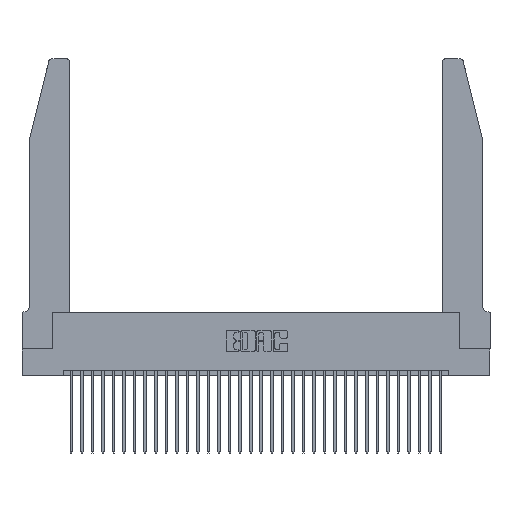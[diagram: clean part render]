
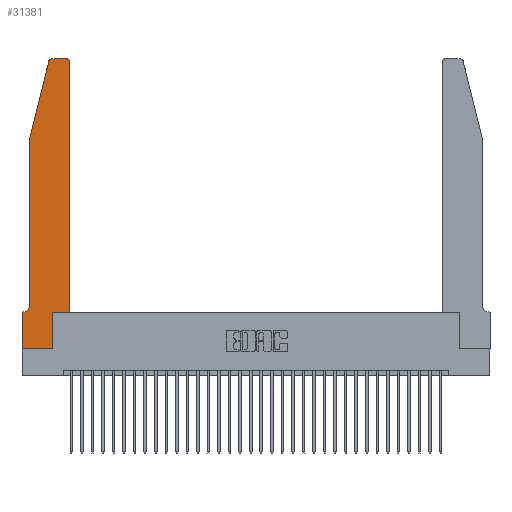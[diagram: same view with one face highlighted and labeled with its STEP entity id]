
A CAD part, top view. The second image highlights one B-rep face of the part: STEP entity #31381.
In plain terms, the highlighted planar face has unit normal (0, 0, 1).
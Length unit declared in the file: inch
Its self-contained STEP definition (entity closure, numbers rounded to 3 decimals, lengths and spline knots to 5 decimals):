
#515 = EDGE_CURVE ( 'NONE', #880, #32704, #26937, .T. ) ;
#756 = DIRECTION ( 'NONE',  ( -1., 0., 0. ) ) ;
#880 = VERTEX_POINT ( 'NONE', #23614 ) ;
#1343 = VERTEX_POINT ( 'NONE', #2808 ) ;
#1723 = VECTOR ( 'NONE', #6486, 39.37008 ) ;
#1843 = ORIENTED_EDGE ( 'NONE', *, *, #10342, .T. ) ;
#2079 = CARTESIAN_POINT ( 'NONE',  ( 0.4205, 2.72, 0.37 ) ) ;
#2157 = EDGE_LOOP ( 'NONE', ( #27470, #7569, #19786, #24779, #15965, #20513, #12345, #32328, #28553, #20086, #19228, #1843 ) ) ;
#2176 = EDGE_CURVE ( 'NONE', #32704, #19890, #27277, .T. ) ;
#2288 = DIRECTION ( 'NONE',  ( 1., 0., 0. ) ) ;
#2768 = VECTOR ( 'NONE', #26358, 39.37008 ) ;
#2808 = CARTESIAN_POINT ( 'NONE',  ( 0., 0.35, 0.37 ) ) ;
#2885 = CARTESIAN_POINT ( 'NONE',  ( 0.0755, 2., 0.37 ) ) ;
#3549 = CARTESIAN_POINT ( 'NONE',  ( 0.0755, 2., 0.37 ) ) ;
#3809 = DIRECTION ( 'NONE',  ( 0., 0., -1. ) ) ;
#4268 = EDGE_CURVE ( 'NONE', #26966, #32476, #4498, .T. ) ;
#4311 = EDGE_CURVE ( 'NONE', #13166, #880, #27900, .T. ) ;
#4498 = LINE ( 'NONE', #7564, #15937 ) ;
#4716 = VECTOR ( 'NONE', #30472, 39.37008 ) ;
#4830 = DIRECTION ( 'NONE',  ( 1., 0., 0. ) ) ;
#4961 = EDGE_CURVE ( 'NONE', #1343, #17772, #32676, .T. ) ;
#6486 = DIRECTION ( 'NONE',  ( 1., 0., 0. ) ) ;
#6574 = LINE ( 'NONE', #29779, #1723 ) ;
#6736 = VERTEX_POINT ( 'NONE', #12257 ) ;
#6848 = LINE ( 'NONE', #17907, #33078 ) ;
#7345 = EDGE_CURVE ( 'NONE', #32086, #1343, #30145, .T. ) ;
#7564 = CARTESIAN_POINT ( 'NONE',  ( 0.4505, 0.35, 0.37 ) ) ;
#7569 = ORIENTED_EDGE ( 'NONE', *, *, #515, .T. ) ;
#8200 = VECTOR ( 'NONE', #25374, 39.37008 ) ;
#8344 = VECTOR ( 'NONE', #756, 39.37008 ) ;
#9776 = EDGE_CURVE ( 'NONE', #33146, #32747, #13503, .T. ) ;
#10097 = CARTESIAN_POINT ( 'NONE',  ( 0.4505, 0.35, 0.37 ) ) ;
#10342 = EDGE_CURVE ( 'NONE', #32476, #13166, #19287, .T. ) ;
#10482 = EDGE_CURVE ( 'NONE', #32747, #26966, #6574, .T. ) ;
#11086 = CARTESIAN_POINT ( 'NONE',  ( 0.0055, 0.42, 0.37 ) ) ;
#11334 = CARTESIAN_POINT ( 'NONE',  ( 0.2865, 0.35, 0.37 ) ) ;
#12221 = CARTESIAN_POINT ( 'NONE',  ( 0.0055, 0.35, 0.37 ) ) ;
#12257 = CARTESIAN_POINT ( 'NONE',  ( 0.0755, 0.42, 0.37 ) ) ;
#12345 = ORIENTED_EDGE ( 'NONE', *, *, #4961, .T. ) ;
#12522 = EDGE_CURVE ( 'NONE', #6736, #32086, #32291, .T. ) ;
#12741 = DIRECTION ( 'NONE',  ( 0., -1., 0. ) ) ;
#13166 = VERTEX_POINT ( 'NONE', #21530 ) ;
#13287 = EDGE_CURVE ( 'NONE', #17772, #33146, #19538, .T. ) ;
#13503 = LINE ( 'NONE', #33113, #8200 ) ;
#13511 = CARTESIAN_POINT ( 'NONE',  ( 0.4505, 2.72, 0.37 ) ) ;
#15365 = AXIS2_PLACEMENT_3D ( 'NONE', #2079, #28422, #2288 ) ;
#15820 = CARTESIAN_POINT ( 'NONE',  ( 0.2865, 0., 0.37 ) ) ;
#15937 = VECTOR ( 'NONE', #25909, 39.37008 ) ;
#15965 = ORIENTED_EDGE ( 'NONE', *, *, #12522, .T. ) ;
#16439 = CARTESIAN_POINT ( 'NONE',  ( 0.0755, 0.35, 0.37 ) ) ;
#17686 = AXIS2_PLACEMENT_3D ( 'NONE', #18544, #26575, #29231 ) ;
#17772 = VERTEX_POINT ( 'NONE', #32839 ) ;
#17907 = CARTESIAN_POINT ( 'NONE',  ( 0.0755, 2., 0.37 ) ) ;
#18544 = CARTESIAN_POINT ( 'NONE',  ( 0., 0.35, 0.37 ) ) ;
#19109 = CARTESIAN_POINT ( 'NONE',  ( 0.2605, 2.75, 0.37 ) ) ;
#19200 = VECTOR ( 'NONE', #24893, 39.37008 ) ;
#19228 = ORIENTED_EDGE ( 'NONE', *, *, #4268, .T. ) ;
#19254 = CARTESIAN_POINT ( 'NONE',  ( 0.25487, 2.72718, 0.37 ) ) ;
#19287 = CIRCLE ( 'NONE', #15365, 0.03 ) ;
#19538 = LINE ( 'NONE', #26244, #2768 ) ;
#19786 = ORIENTED_EDGE ( 'NONE', *, *, #2176, .T. ) ;
#19890 = VERTEX_POINT ( 'NONE', #2885 ) ;
#20086 = ORIENTED_EDGE ( 'NONE', *, *, #10482, .T. ) ;
#20308 = CARTESIAN_POINT ( 'NONE',  ( 0.284, 2.72, 0.37 ) ) ;
#20513 = ORIENTED_EDGE ( 'NONE', *, *, #7345, .T. ) ;
#21001 = FACE_OUTER_BOUND ( 'NONE', #2157, .T. ) ;
#21530 = CARTESIAN_POINT ( 'NONE',  ( 0.4205, 2.75, 0.37 ) ) ;
#23432 = CARTESIAN_POINT ( 'NONE',  ( 0., 0., 0.37 ) ) ;
#23614 = CARTESIAN_POINT ( 'NONE',  ( 0.284, 2.75, 0.37 ) ) ;
#23922 = PLANE ( 'NONE',  #17686 ) ;
#24502 = DIRECTION ( 'NONE',  ( -1., 0., 0. ) ) ;
#24779 = ORIENTED_EDGE ( 'NONE', *, *, #28780, .T. ) ;
#24893 = DIRECTION ( 'NONE',  ( -1., 0., 0. ) ) ;
#25352 = DIRECTION ( 'NONE',  ( 0., 0., 1. ) ) ;
#25374 = DIRECTION ( 'NONE',  ( 0., 1., 0. ) ) ;
#25909 = DIRECTION ( 'NONE',  ( 0., 1., 0. ) ) ;
#26244 = CARTESIAN_POINT ( 'NONE',  ( 0., 0., 0.37 ) ) ;
#26358 = DIRECTION ( 'NONE',  ( 1., 0., 0. ) ) ;
#26575 = DIRECTION ( 'NONE',  ( 0., 0., 1. ) ) ;
#26937 = CIRCLE ( 'NONE', #32883, 0.03 ) ;
#26966 = VERTEX_POINT ( 'NONE', #10097 ) ;
#27277 = LINE ( 'NONE', #3549, #4716 ) ;
#27470 = ORIENTED_EDGE ( 'NONE', *, *, #4311, .T. ) ;
#27900 = LINE ( 'NONE', #19109, #19200 ) ;
#28422 = DIRECTION ( 'NONE',  ( 0., 0., 1. ) ) ;
#28553 = ORIENTED_EDGE ( 'NONE', *, *, #9776, .T. ) ;
#28780 = EDGE_CURVE ( 'NONE', #19890, #6736, #6848, .T. ) ;
#29231 = DIRECTION ( 'NONE',  ( 1., 0., 0. ) ) ;
#29421 = VECTOR ( 'NONE', #31341, 39.37008 ) ;
#29659 = AXIS2_PLACEMENT_3D ( 'NONE', #11086, #3809, #24502 ) ;
#29779 = CARTESIAN_POINT ( 'NONE',  ( 0.4505, 0.35, 0.37 ) ) ;
#30145 = LINE ( 'NONE', #16439, #8344 ) ;
#30472 = DIRECTION ( 'NONE',  ( -0.239, -0.971, 0. ) ) ;
#31341 = DIRECTION ( 'NONE',  ( 0., -1., 0. ) ) ;
#31381 = ADVANCED_FACE ( 'NONE', ( #21001 ), #23922, .T. ) ;
#32086 = VERTEX_POINT ( 'NONE', #12221 ) ;
#32291 = CIRCLE ( 'NONE', #29659, 0.07 ) ;
#32328 = ORIENTED_EDGE ( 'NONE', *, *, #13287, .T. ) ;
#32476 = VERTEX_POINT ( 'NONE', #13511 ) ;
#32676 = LINE ( 'NONE', #23432, #29421 ) ;
#32704 = VERTEX_POINT ( 'NONE', #19254 ) ;
#32747 = VERTEX_POINT ( 'NONE', #11334 ) ;
#32839 = CARTESIAN_POINT ( 'NONE',  ( 0., 0., 0.37 ) ) ;
#32883 = AXIS2_PLACEMENT_3D ( 'NONE', #20308, #25352, #4830 ) ;
#33078 = VECTOR ( 'NONE', #12741, 39.37008 ) ;
#33113 = CARTESIAN_POINT ( 'NONE',  ( 0.2865, 0.35, 0.37 ) ) ;
#33146 = VERTEX_POINT ( 'NONE', #15820 ) ;
